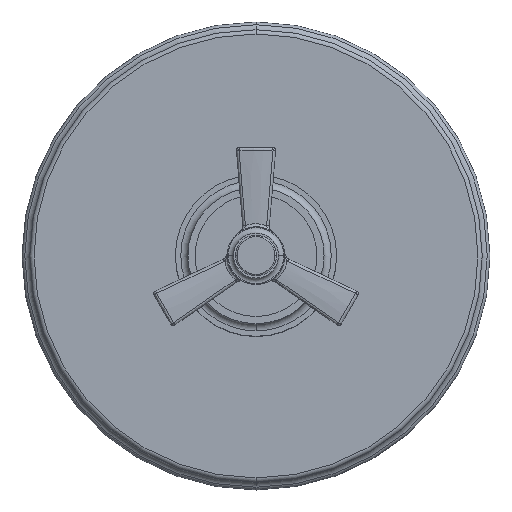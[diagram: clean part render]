
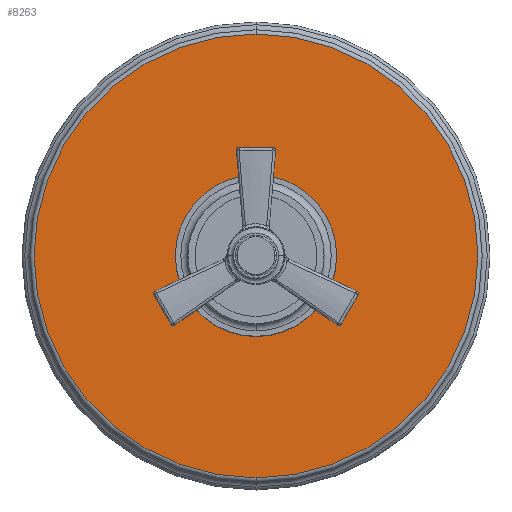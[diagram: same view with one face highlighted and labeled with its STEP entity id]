
A CAD part, top view. The second image highlights one B-rep face of the part: STEP entity #8263.
In plain terms, the highlighted planar face has unit normal (0, 0, 1).
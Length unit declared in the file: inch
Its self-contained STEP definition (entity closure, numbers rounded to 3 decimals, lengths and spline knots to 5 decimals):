
#45=CARTESIAN_POINT('',(0.,0.,0.313));
#46=DIRECTION('',(0.,0.,1.));
#47=DIRECTION('',(0.,1.,0.));
#48=AXIS2_PLACEMENT_3D('',#45,#46,#47);
#60=CARTESIAN_POINT('',(0.,0.,0.313));
#61=DIRECTION('',(0.,0.,-1.));
#62=DIRECTION('',(-1.,0.,0.));
#63=AXIS2_PLACEMENT_3D('',#60,#61,#62);
#65=CARTESIAN_POINT('',(0.,0.,0.313));
#66=DIRECTION('',(0.,0.,-1.));
#67=DIRECTION('',(1.,0.,0.));
#68=AXIS2_PLACEMENT_3D('',#65,#66,#67);
#70=CARTESIAN_POINT('',(0.,0.,0.313));
#71=DIRECTION('',(0.,0.,1.));
#72=DIRECTION('',(0.,-1.,0.));
#73=AXIS2_PLACEMENT_3D('',#70,#71,#72);
#7038=CARTESIAN_POINT('',(0.,-3.08284,0.313));
#7039=CARTESIAN_POINT('',(0.,3.08284,0.313));
#7040=VERTEX_POINT('',#7038);
#7041=VERTEX_POINT('',#7039);
#7046=CARTESIAN_POINT('',(-1.12,0.,0.313));
#7047=CARTESIAN_POINT('',(1.12,0.,0.313));
#7048=VERTEX_POINT('',#7046);
#7049=VERTEX_POINT('',#7047);
#8247=CARTESIAN_POINT('',(0.,0.,0.313));
#8248=DIRECTION('',(0.,0.,-1.));
#8249=DIRECTION('',(0.,-1.,0.));
#8250=AXIS2_PLACEMENT_3D('',#8247,#8248,#8249);
#8251=PLANE('',#8250);
#8253=ORIENTED_EDGE('',*,*,#8252,.F.);
#8254=ORIENTED_EDGE('',*,*,#8237,.F.);
#8255=EDGE_LOOP('',(#8253,#8254));
#8256=FACE_OUTER_BOUND('',#8255,.F.);
#8258=ORIENTED_EDGE('',*,*,#8257,.F.);
#8260=ORIENTED_EDGE('',*,*,#8259,.F.);
#8261=EDGE_LOOP('',(#8258,#8260));
#8262=FACE_BOUND('',#8261,.F.);
#8263=ADVANCED_FACE('',(#8256,#8262),#8251,.F.);
#49=CIRCLE('',#48,3.08284);
#64=CIRCLE('',#63,1.12);
#69=CIRCLE('',#68,1.12);
#74=CIRCLE('',#73,3.08284);
#8237=EDGE_CURVE('',#7041,#7040,#49,.T.);
#8252=EDGE_CURVE('',#7040,#7041,#74,.T.);
#8257=EDGE_CURVE('',#7048,#7049,#64,.T.);
#8259=EDGE_CURVE('',#7049,#7048,#69,.T.);
